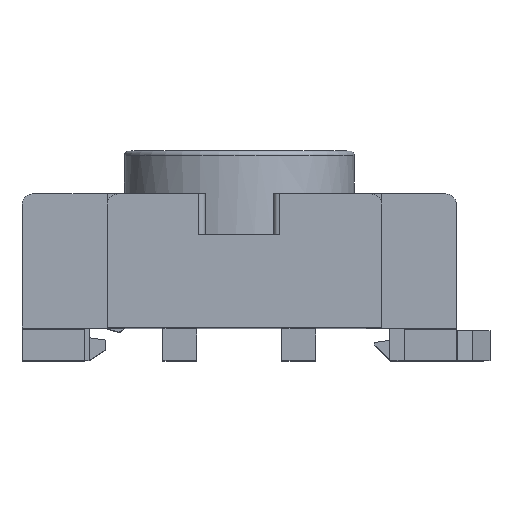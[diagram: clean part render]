
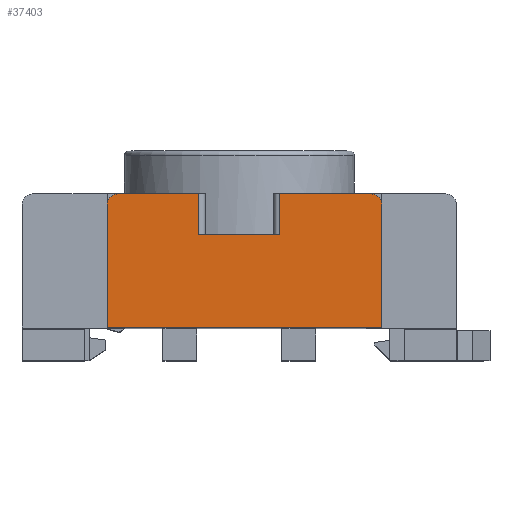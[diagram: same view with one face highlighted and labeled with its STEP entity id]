
A CAD part, top view. The second image highlights one B-rep face of the part: STEP entity #37403.
In plain terms, the highlighted planar face has unit normal (0, 0, 1).
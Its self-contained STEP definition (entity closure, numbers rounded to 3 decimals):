
#145 = CARTESIAN_POINT ( 'NONE',  ( -4.775, 7.874, 29.21 ) ) ;
#159 = DIRECTION ( 'NONE',  ( 1., 0., 0. ) ) ;
#269 = DIRECTION ( 'NONE',  ( -1., 0., 0. ) ) ;
#380 = AXIS2_PLACEMENT_3D ( 'NONE', #26736, #39050, #34401 ) ;
#1058 = VERTEX_POINT ( 'NONE', #7203 ) ;
#1668 = VECTOR ( 'NONE', #25895, 1000. ) ;
#3855 = CARTESIAN_POINT ( 'NONE',  ( 25.527, 7.874, 29.21 ) ) ;
#4401 = VECTOR ( 'NONE', #269, 1000. ) ;
#4512 = DIRECTION ( 'NONE',  ( 0., 0., 1. ) ) ;
#4768 = LINE ( 'NONE', #18116, #13334 ) ;
#5186 = VERTEX_POINT ( 'NONE', #15022 ) ;
#6173 = EDGE_CURVE ( 'NONE', #1058, #27529, #4768, .T. ) ;
#6288 = EDGE_CURVE ( 'NONE', #28110, #1058, #27940, .T. ) ;
#7203 = CARTESIAN_POINT ( 'NONE',  ( 4.75, 7.874, 29.21 ) ) ;
#7447 = ORIENTED_EDGE ( 'NONE', *, *, #21463, .T. ) ;
#7869 = CARTESIAN_POINT ( 'NONE',  ( -4.013, 3.048, 29.21 ) ) ;
#9406 = CARTESIAN_POINT ( 'NONE',  ( -25.527, 7.874, 29.21 ) ) ;
#9558 = ORIENTED_EDGE ( 'NONE', *, *, #46803, .T. ) ;
#9683 = CARTESIAN_POINT ( 'NONE',  ( -15.519, 6.604, 29.21 ) ) ;
#10738 = DIRECTION ( 'NONE',  ( -1., 0., 0. ) ) ;
#12583 = VERTEX_POINT ( 'NONE', #14368 ) ;
#13334 = VECTOR ( 'NONE', #26309, 1000. ) ;
#13493 = FACE_OUTER_BOUND ( 'NONE', #47420, .T. ) ;
#13787 = EDGE_CURVE ( 'NONE', #25506, #48096, #45522, .T. ) ;
#14368 = CARTESIAN_POINT ( 'NONE',  ( -14.249, 7.874, 29.21 ) ) ;
#14743 = EDGE_CURVE ( 'NONE', #5186, #26729, #36523, .T. ) ;
#15022 = CARTESIAN_POINT ( 'NONE',  ( -15.519, -7.874, 29.21 ) ) ;
#15087 = DIRECTION ( 'NONE',  ( 0., 1., 0. ) ) ;
#16594 = LINE ( 'NONE', #7869, #18210 ) ;
#17346 = ORIENTED_EDGE ( 'NONE', *, *, #38060, .T. ) ;
#17506 = VECTOR ( 'NONE', #15087, 1000. ) ;
#17551 = ORIENTED_EDGE ( 'NONE', *, *, #18123, .T. ) ;
#17788 = ORIENTED_EDGE ( 'NONE', *, *, #6288, .T. ) ;
#18116 = CARTESIAN_POINT ( 'NONE',  ( 4.75, 3.048, 29.21 ) ) ;
#18123 = EDGE_CURVE ( 'NONE', #5186, #19857, #18783, .T. ) ;
#18210 = VECTOR ( 'NONE', #45859, 1000. ) ;
#18783 = LINE ( 'NONE', #42593, #1668 ) ;
#19457 = LINE ( 'NONE', #48713, #17506 ) ;
#19857 = VERTEX_POINT ( 'NONE', #20341 ) ;
#20341 = CARTESIAN_POINT ( 'NONE',  ( 16.739, -7.874, 29.21 ) ) ;
#21041 = LINE ( 'NONE', #3855, #4401 ) ;
#21463 = EDGE_CURVE ( 'NONE', #48096, #12583, #21041, .T. ) ;
#24005 = ORIENTED_EDGE ( 'NONE', *, *, #52267, .T. ) ;
#24178 = VECTOR ( 'NONE', #24202, 1000. ) ;
#24202 = DIRECTION ( 'NONE',  ( 0., 1., 0. ) ) ;
#24492 = CARTESIAN_POINT ( 'NONE',  ( -14.249, 6.604, 29.21 ) ) ;
#24600 = CIRCLE ( 'NONE', #49032, 1.27 ) ;
#24681 = CARTESIAN_POINT ( 'NONE',  ( 15.469, 7.874, 29.21 ) ) ;
#25091 = ORIENTED_EDGE ( 'NONE', *, *, #14743, .F. ) ;
#25506 = VERTEX_POINT ( 'NONE', #40277 ) ;
#25895 = DIRECTION ( 'NONE',  ( 1., 0., 0. ) ) ;
#26309 = DIRECTION ( 'NONE',  ( 0., -1., 0. ) ) ;
#26729 = VERTEX_POINT ( 'NONE', #9683 ) ;
#26736 = CARTESIAN_POINT ( 'NONE',  ( 15.469, 6.604, 29.21 ) ) ;
#27529 = VERTEX_POINT ( 'NONE', #39823 ) ;
#27940 = LINE ( 'NONE', #44086, #36022 ) ;
#28048 = DIRECTION ( 'NONE',  ( 0., 1., 0. ) ) ;
#28110 = VERTEX_POINT ( 'NONE', #24681 ) ;
#28909 = CARTESIAN_POINT ( 'NONE',  ( -4.775, 7.874, 29.21 ) ) ;
#29125 = DIRECTION ( 'NONE',  ( 0., 0., 1. ) ) ;
#30158 = PLANE ( 'NONE',  #31242 ) ;
#30428 = DIRECTION ( 'NONE',  ( 1., 0., 0. ) ) ;
#31242 = AXIS2_PLACEMENT_3D ( 'NONE', #9406, #4512, #30428 ) ;
#34401 = DIRECTION ( 'NONE',  ( 1., 0., 0. ) ) ;
#34977 = EDGE_CURVE ( 'NONE', #19857, #48906, #19457, .T. ) ;
#36022 = VECTOR ( 'NONE', #10738, 1000. ) ;
#36359 = VECTOR ( 'NONE', #28048, 1000. ) ;
#36523 = LINE ( 'NONE', #52653, #36359 ) ;
#36711 = CARTESIAN_POINT ( 'NONE',  ( 16.739, 6.604, 29.21 ) ) ;
#37403 = ADVANCED_FACE ( 'NONE', ( #13493 ), #30158, .T. ) ;
#38060 = EDGE_CURVE ( 'NONE', #27529, #25506, #16594, .T. ) ;
#39050 = DIRECTION ( 'NONE',  ( 0., 0., 1. ) ) ;
#39823 = CARTESIAN_POINT ( 'NONE',  ( 4.75, 3.048, 29.21 ) ) ;
#40277 = CARTESIAN_POINT ( 'NONE',  ( -4.775, 3.048, 29.21 ) ) ;
#42593 = CARTESIAN_POINT ( 'NONE',  ( 25.527, -7.874, 29.21 ) ) ;
#44086 = CARTESIAN_POINT ( 'NONE',  ( 25.527, 7.874, 29.21 ) ) ;
#44256 = ORIENTED_EDGE ( 'NONE', *, *, #34977, .T. ) ;
#45522 = LINE ( 'NONE', #145, #24178 ) ;
#45859 = DIRECTION ( 'NONE',  ( -1., 0., 0. ) ) ;
#46803 = EDGE_CURVE ( 'NONE', #48906, #28110, #51011, .T. ) ;
#47420 = EDGE_LOOP ( 'NONE', ( #17346, #52938, #7447, #24005, #25091, #17551, #44256, #9558, #17788, #49006 ) ) ;
#48096 = VERTEX_POINT ( 'NONE', #28909 ) ;
#48713 = CARTESIAN_POINT ( 'NONE',  ( 16.739, -7.874, 29.21 ) ) ;
#48906 = VERTEX_POINT ( 'NONE', #36711 ) ;
#49006 = ORIENTED_EDGE ( 'NONE', *, *, #6173, .T. ) ;
#49032 = AXIS2_PLACEMENT_3D ( 'NONE', #24492, #29125, #159 ) ;
#51011 = CIRCLE ( 'NONE', #380, 1.27 ) ;
#52267 = EDGE_CURVE ( 'NONE', #12583, #26729, #24600, .T. ) ;
#52653 = CARTESIAN_POINT ( 'NONE',  ( -15.519, -7.874, 29.21 ) ) ;
#52938 = ORIENTED_EDGE ( 'NONE', *, *, #13787, .T. ) ;
